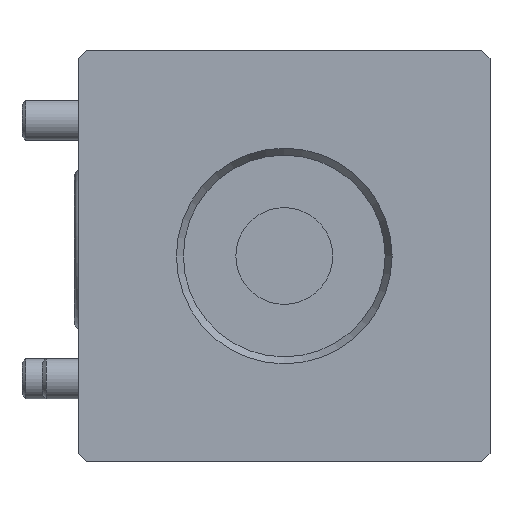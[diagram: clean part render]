
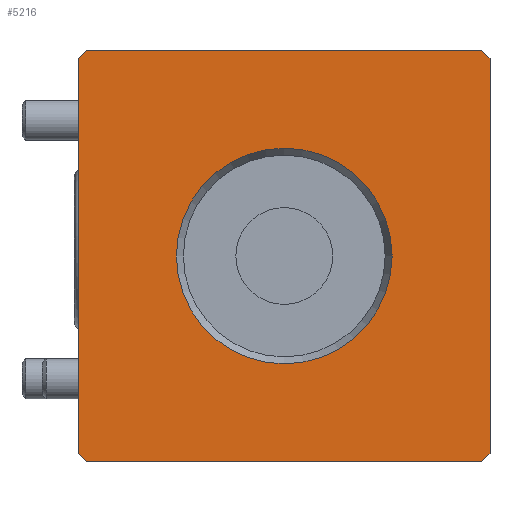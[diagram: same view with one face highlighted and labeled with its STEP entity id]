
A CAD part, front view. The second image highlights one B-rep face of the part: STEP entity #5216.
In plain terms, the highlighted planar face has unit normal (0, -1, 0).
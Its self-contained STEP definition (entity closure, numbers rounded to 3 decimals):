
#275=LINE('',#8125,#625);
#297=LINE('',#8184,#647);
#361=LINE('',#8368,#711);
#369=LINE('',#8398,#719);
#372=LINE('',#8404,#722);
#375=LINE('',#8414,#725);
#378=LINE('',#8419,#728);
#380=LINE('',#8422,#730);
#625=VECTOR('',#6370,1000.);
#647=VECTOR('',#6408,1000.);
#711=VECTOR('',#6568,1000.);
#719=VECTOR('',#6592,1000.);
#722=VECTOR('',#6597,1000.);
#725=VECTOR('',#6606,1000.);
#728=VECTOR('',#6611,1000.);
#730=VECTOR('',#6615,1000.);
#1171=ORIENTED_EDGE('',*,*,#2603,.F.);
#1172=ORIENTED_EDGE('',*,*,#2481,.F.);
#1173=ORIENTED_EDGE('',*,*,#2602,.F.);
#1174=ORIENTED_EDGE('',*,*,#2452,.F.);
#1175=ORIENTED_EDGE('',*,*,#2600,.F.);
#1176=ORIENTED_EDGE('',*,*,#2597,.F.);
#1177=ORIENTED_EDGE('',*,*,#2592,.F.);
#1178=ORIENTED_EDGE('',*,*,#2589,.F.);
#1179=ORIENTED_EDGE('',*,*,#2574,.F.);
#2452=EDGE_CURVE('',#3190,#3191,#275,.T.);
#2481=EDGE_CURVE('',#3219,#3220,#297,.T.);
#2574=EDGE_CURVE('',#3220,#3292,#361,.T.);
#2589=EDGE_CURVE('',#3292,#3306,#369,.T.);
#2592=EDGE_CURVE('',#3306,#3308,#372,.T.);
#2597=EDGE_CURVE('',#3308,#3312,#375,.T.);
#2600=EDGE_CURVE('',#3312,#3190,#378,.T.);
#2602=EDGE_CURVE('',#3191,#3219,#380,.T.);
#2603=EDGE_CURVE('',#3313,#3313,#3755,.T.);
#3190=VERTEX_POINT('',#8124);
#3191=VERTEX_POINT('',#8126);
#3219=VERTEX_POINT('',#8183);
#3220=VERTEX_POINT('',#8185);
#3292=VERTEX_POINT('',#8369);
#3306=VERTEX_POINT('',#8399);
#3308=VERTEX_POINT('',#8405);
#3312=VERTEX_POINT('',#8415);
#3313=VERTEX_POINT('',#8425);
#3755=CIRCLE('',#5733,13.366);
#4093=EDGE_LOOP('',(#1171));
#4094=EDGE_LOOP('',(#1172,#1173,#1174,#1175,#1176,#1177,#1178,#1179));
#4583=FACE_BOUND('',#4093,.T.);
#4584=FACE_BOUND('',#4094,.T.);
#5054=PLANE('',#5732);
#5216=ADVANCED_FACE('',(#4583,#4584),#5054,.F.);
#5732=AXIS2_PLACEMENT_3D('',#8423,#6616,#6617);
#5733=AXIS2_PLACEMENT_3D('',#8424,#6618,#6619);
#6370=DIRECTION('',(-1.,0.,0.));
#6408=DIRECTION('',(0.,0.,1.));
#6568=DIRECTION('',(0.707,0.,0.707));
#6592=DIRECTION('',(1.,0.,0.));
#6597=DIRECTION('',(0.707,0.,-0.707));
#6606=DIRECTION('',(0.,0.,-1.));
#6611=DIRECTION('',(-0.707,0.,-0.707));
#6615=DIRECTION('',(-0.707,0.,0.707));
#6616=DIRECTION('',(0.,1.,0.));
#6617=DIRECTION('',(0.,0.,1.));
#6618=DIRECTION('',(0.,-1.,0.));
#6619=DIRECTION('',(0.,0.,-1.));
#8124=CARTESIAN_POINT('',(24.5,-72.35,-25.5));
#8125=CARTESIAN_POINT('',(24.5,-72.35,-25.5));
#8126=CARTESIAN_POINT('',(-24.5,-72.35,-25.5));
#8183=CARTESIAN_POINT('',(-25.5,-72.35,-24.5));
#8184=CARTESIAN_POINT('',(-25.5,-72.35,-24.5));
#8185=CARTESIAN_POINT('',(-25.5,-72.35,24.5));
#8368=CARTESIAN_POINT('',(-25.5,-72.35,24.5));
#8369=CARTESIAN_POINT('',(-24.5,-72.35,25.5));
#8398=CARTESIAN_POINT('',(-24.5,-72.35,25.5));
#8399=CARTESIAN_POINT('',(24.5,-72.35,25.5));
#8404=CARTESIAN_POINT('',(24.5,-72.35,25.5));
#8405=CARTESIAN_POINT('',(25.5,-72.35,24.5));
#8414=CARTESIAN_POINT('',(25.5,-72.35,24.5));
#8415=CARTESIAN_POINT('',(25.5,-72.35,-24.5));
#8419=CARTESIAN_POINT('',(25.5,-72.35,-24.5));
#8422=CARTESIAN_POINT('',(-24.5,-72.35,-25.5));
#8423=CARTESIAN_POINT('',(0.,-72.35,0.));
#8424=CARTESIAN_POINT('',(0.,-72.35,0.));
#8425=CARTESIAN_POINT('',(0.,-72.35,-13.366));
